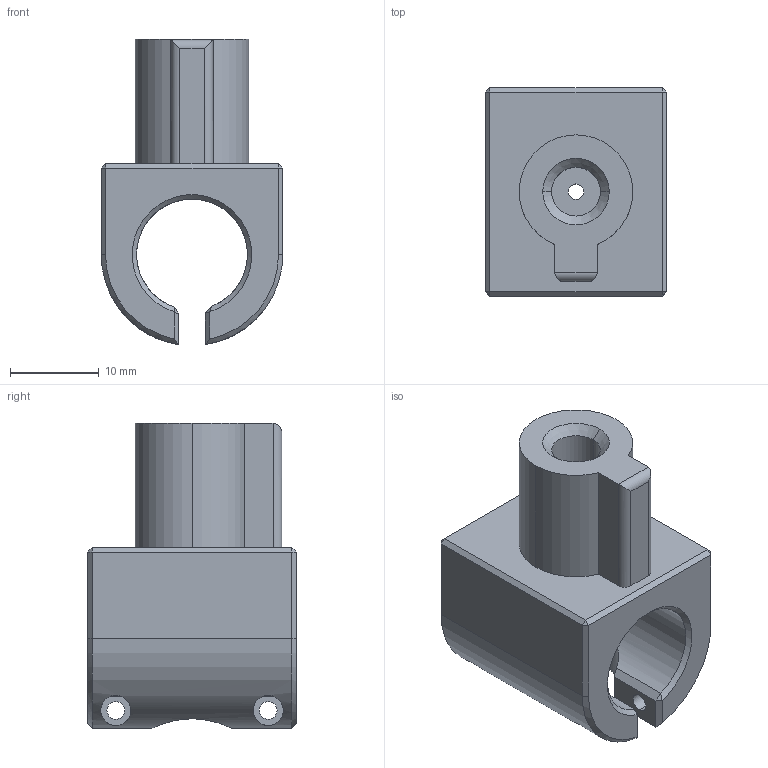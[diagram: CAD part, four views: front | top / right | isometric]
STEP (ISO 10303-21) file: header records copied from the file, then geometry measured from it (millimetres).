
FILE_DESCRIPTION (( 'STEP AP214' ), '1' );
FILE_NAME ('nyrio_ned2_pen_support.STEP', '2024-03-14T07:27:48', ( '' ), ( '' ), 'SwSTEP 2.0', 'SolidWorks 2024', '' );
FILE_SCHEMA (( 'AUTOMOTIVE_DESIGN' ));
Length unit declared in the file: millimetre
Products named in the file (1): nyrio_ned2_pen_support
Bounding box: 20.5 x 23.5 x 34.39 mm (x, y, z)
Volume: 6934.5 mm3; surface area: 4041 mm2
Topology: 1 solids, 1 shells, 82 faces, 194 edges, 117 vertices
Faces by surface type: plane 41, cylinder 30, cone 9, bspline 2
Entity records: 4177 total; most frequent: CARTESIAN_POINT 2310, ORIENTED_EDGE 388, DIRECTION 367, EDGE_CURVE 194, AXIS2_PLACEMENT_3D 131, VERTEX_POINT 117, VECTOR 105, LINE 105
